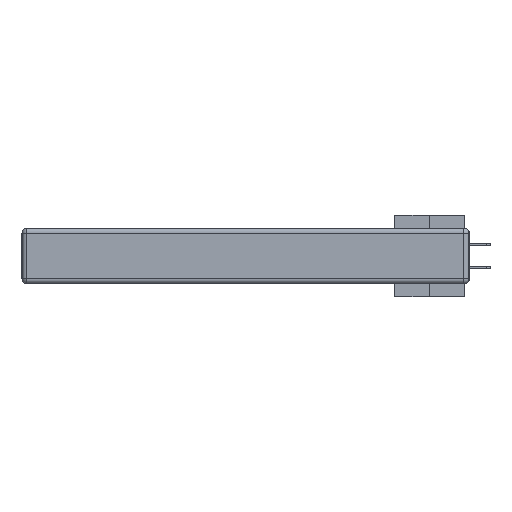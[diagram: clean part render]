
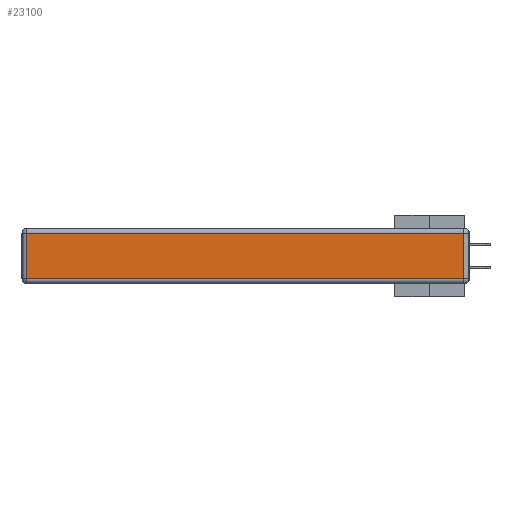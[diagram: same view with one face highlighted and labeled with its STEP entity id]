
A CAD part, left-side view. The second image highlights one B-rep face of the part: STEP entity #23100.
In plain terms, the highlighted planar face has unit normal (-1, 0, 0).
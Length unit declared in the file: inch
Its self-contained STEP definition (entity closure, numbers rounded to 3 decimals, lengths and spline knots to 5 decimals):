
#98 = LINE ( 'NONE', #16884, #14292 ) ;
#1803 = ORIENTED_EDGE ( 'NONE', *, *, #41159, .T. ) ;
#1950 = PLANE ( 'NONE',  #16773 ) ;
#4411 = DIRECTION ( 'NONE',  ( 0., 0., 1. ) ) ;
#5861 = CARTESIAN_POINT ( 'NONE',  ( 0., 2.72, -0.03 ) ) ;
#6119 = VECTOR ( 'NONE', #32269, 39.37008 ) ;
#6885 = DIRECTION ( 'NONE',  ( -1., 0., 0. ) ) ;
#10049 = DIRECTION ( 'NONE',  ( 0., 1., 0. ) ) ;
#10848 = EDGE_CURVE ( 'NONE', #33776, #18096, #14007, .T. ) ;
#11230 = VECTOR ( 'NONE', #10049, 39.37008 ) ;
#11984 = CARTESIAN_POINT ( 'NONE',  ( 0., 0., -0.313 ) ) ;
#12824 = CARTESIAN_POINT ( 'NONE',  ( 0., 0.03, -0.03 ) ) ;
#14007 = LINE ( 'NONE', #11984, #6119 ) ;
#14292 = VECTOR ( 'NONE', #30887, 39.37008 ) ;
#14576 = FACE_OUTER_BOUND ( 'NONE', #41533, .T. ) ;
#16773 = AXIS2_PLACEMENT_3D ( 'NONE', #30062, #6885, #36940 ) ;
#16884 = CARTESIAN_POINT ( 'NONE',  ( 0., 2.72, -0.343 ) ) ;
#18084 = CARTESIAN_POINT ( 'NONE',  ( 0., 0.03, -0.313 ) ) ;
#18096 = VERTEX_POINT ( 'NONE', #18084 ) ;
#19731 = VECTOR ( 'NONE', #4411, 39.37008 ) ;
#21280 = ORIENTED_EDGE ( 'NONE', *, *, #36660, .T. ) ;
#21785 = ORIENTED_EDGE ( 'NONE', *, *, #10848, .T. ) ;
#23100 = ADVANCED_FACE ( 'NONE', ( #14576 ), #1950, .T. ) ;
#23918 = CARTESIAN_POINT ( 'NONE',  ( 0., 2.75, -0.03 ) ) ;
#24214 = VERTEX_POINT ( 'NONE', #5861 ) ;
#29635 = LINE ( 'NONE', #34199, #19731 ) ;
#30062 = CARTESIAN_POINT ( 'NONE',  ( 0., 0., -0.343 ) ) ;
#30069 = EDGE_CURVE ( 'NONE', #24214, #33776, #98, .T. ) ;
#30887 = DIRECTION ( 'NONE',  ( 0., 0., -1. ) ) ;
#32269 = DIRECTION ( 'NONE',  ( 0., -1., 0. ) ) ;
#33776 = VERTEX_POINT ( 'NONE', #40705 ) ;
#33887 = ORIENTED_EDGE ( 'NONE', *, *, #30069, .T. ) ;
#34199 = CARTESIAN_POINT ( 'NONE',  ( 0., 0.03, -0.343 ) ) ;
#34659 = LINE ( 'NONE', #23918, #11230 ) ;
#36660 = EDGE_CURVE ( 'NONE', #42728, #24214, #34659, .T. ) ;
#36940 = DIRECTION ( 'NONE',  ( 0., 0., 1. ) ) ;
#40705 = CARTESIAN_POINT ( 'NONE',  ( 0., 2.72, -0.313 ) ) ;
#41159 = EDGE_CURVE ( 'NONE', #18096, #42728, #29635, .T. ) ;
#41533 = EDGE_LOOP ( 'NONE', ( #21785, #1803, #21280, #33887 ) ) ;
#42728 = VERTEX_POINT ( 'NONE', #12824 ) ;
